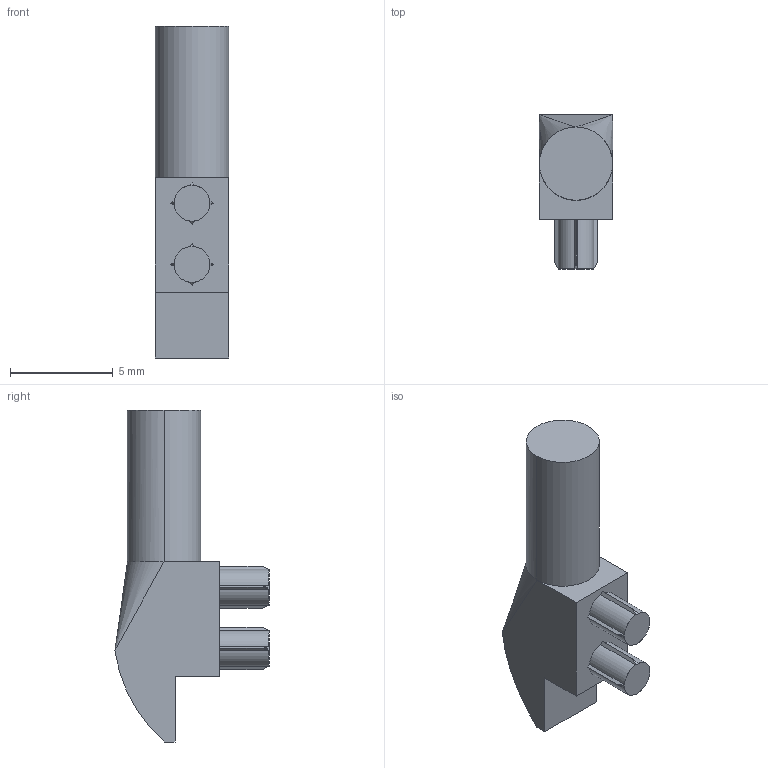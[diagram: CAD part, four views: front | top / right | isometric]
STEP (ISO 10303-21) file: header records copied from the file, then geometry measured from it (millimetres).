
FILE_DESCRIPTION (( 'STEP AP203' ), '1' );
FILE_NAME ('7511A20.STEP', '2018-01-11T22:38:59', ( 'skyadmin' ), ( 'Microsoft' ), 'SwSTEP 2.0', 'SolidWorks 2016', '' );
FILE_SCHEMA (( 'CONFIG_CONTROL_DESIGN' ));
Length unit declared in the file: inch
Products named in the file (1): 7511A20
Bounding box: 3.56 x 7.49 x 16.13 mm (x, y, z)
Volume: 198.7 mm3; surface area: 263 mm2
Topology: 1 solids, 1 shells, 44 faces, 114 edges, 72 vertices
Faces by surface type: plane 27, cylinder 11, cone 4, bspline 2
Entity records: 1455 total; most frequent: CARTESIAN_POINT 327, ORIENTED_EDGE 224, DIRECTION 208, EDGE_CURVE 112, VERTEX_POINT 72, AXIS2_PLACEMENT_3D 71, VECTOR 66, LINE 66
